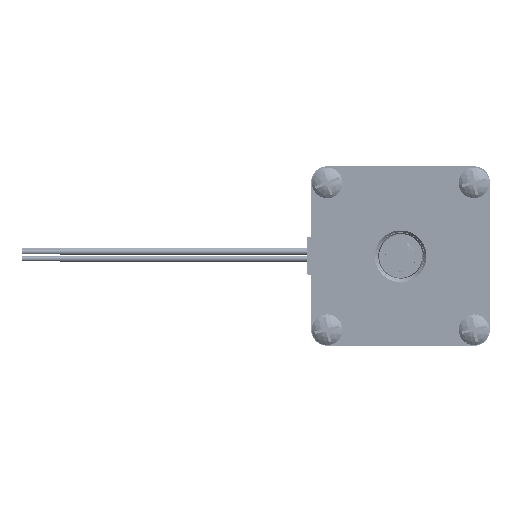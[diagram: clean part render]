
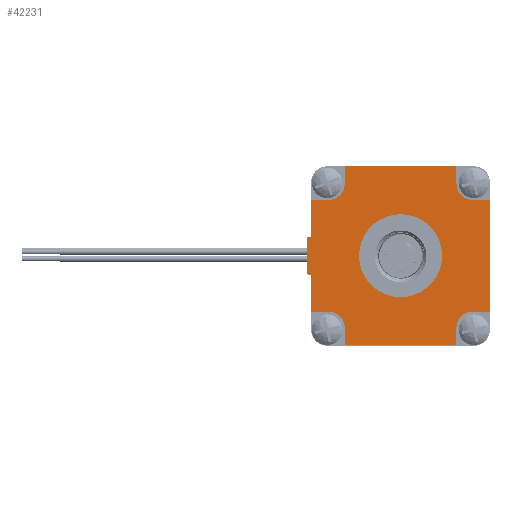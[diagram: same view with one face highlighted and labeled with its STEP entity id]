
A CAD part, left-side view. The second image highlights one B-rep face of the part: STEP entity #42231.
In plain terms, the highlighted face is planar.
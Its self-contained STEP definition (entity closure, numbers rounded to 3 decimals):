
#1700=PLANE('',#46616);
#2004=FACE_BOUND('',#6747,.T.);
#4225=FACE_OUTER_BOUND('',#6746,.T.);
#6746=EDGE_LOOP('',(#38697,#38698,#38699,#38700,#38701,#38702,#38703,#38704,
#38705,#38706,#38707,#38708,#38709,#38710,#38711,#38712,#38713,#38714,#38715,
#38716,#38717,#38718));
#6747=EDGE_LOOP('',(#38719));
#10598=LINE('',#86595,#14468);
#10599=LINE('',#86597,#14469);
#10600=LINE('',#86601,#14470);
#10601=LINE('',#86605,#14471);
#10602=LINE('',#86607,#14472);
#10603=LINE('',#86609,#14473);
#10604=LINE('',#86613,#14474);
#10605=LINE('',#86615,#14475);
#10606=LINE('',#86617,#14476);
#10607=LINE('',#86621,#14477);
#10608=LINE('',#86623,#14478);
#10609=LINE('',#86625,#14479);
#10610=LINE('',#86629,#14480);
#10611=LINE('',#86631,#14481);
#10612=LINE('',#86633,#14482);
#10613=LINE('',#86636,#14483);
#14468=VECTOR('',#59022,5.75);
#14469=VECTOR('',#59023,0.4);
#14470=VECTOR('',#59026,5.6);
#14471=VECTOR('',#59029,0.4);
#14472=VECTOR('',#59030,5.75);
#14473=VECTOR('',#59031,2.75);
#14474=VECTOR('',#59034,2.75);
#14475=VECTOR('',#59035,17.5);
#14476=VECTOR('',#59036,2.75);
#14477=VECTOR('',#59039,2.75);
#14478=VECTOR('',#59040,17.5);
#14479=VECTOR('',#59041,2.75);
#14480=VECTOR('',#59044,2.75);
#14481=VECTOR('',#59045,17.5);
#14482=VECTOR('',#59046,2.75);
#14483=VECTOR('',#59049,2.75);
#16593=CIRCLE('',#46589,6.5);
#16611=CIRCLE('',#46617,0.2);
#16612=CIRCLE('',#46618,0.2);
#16613=CIRCLE('',#46619,2.5);
#16614=CIRCLE('',#46620,2.5);
#16615=CIRCLE('',#46621,2.5);
#16616=CIRCLE('',#46622,2.5);
#20648=VERTEX_POINT('',#86547);
#20666=VERTEX_POINT('',#86593);
#20667=VERTEX_POINT('',#86594);
#20668=VERTEX_POINT('',#86596);
#20669=VERTEX_POINT('',#86598);
#20670=VERTEX_POINT('',#86600);
#20671=VERTEX_POINT('',#86602);
#20672=VERTEX_POINT('',#86604);
#20673=VERTEX_POINT('',#86606);
#20674=VERTEX_POINT('',#86608);
#20675=VERTEX_POINT('',#86610);
#20676=VERTEX_POINT('',#86612);
#20677=VERTEX_POINT('',#86614);
#20678=VERTEX_POINT('',#86616);
#20679=VERTEX_POINT('',#86618);
#20680=VERTEX_POINT('',#86620);
#20681=VERTEX_POINT('',#86622);
#20682=VERTEX_POINT('',#86624);
#20683=VERTEX_POINT('',#86626);
#20684=VERTEX_POINT('',#86628);
#20685=VERTEX_POINT('',#86630);
#20686=VERTEX_POINT('',#86632);
#20687=VERTEX_POINT('',#86634);
#26687=EDGE_CURVE('',#20648,#20648,#16593,.T.);
#26705=EDGE_CURVE('',#20666,#20667,#10598,.T.);
#26706=EDGE_CURVE('',#20668,#20667,#10599,.T.);
#26707=EDGE_CURVE('',#20669,#20668,#16611,.T.);
#26708=EDGE_CURVE('',#20669,#20670,#10600,.T.);
#26709=EDGE_CURVE('',#20671,#20670,#16612,.T.);
#26710=EDGE_CURVE('',#20672,#20671,#10601,.T.);
#26711=EDGE_CURVE('',#20672,#20673,#10602,.T.);
#26712=EDGE_CURVE('',#20673,#20674,#10603,.T.);
#26713=EDGE_CURVE('',#20674,#20675,#16613,.T.);
#26714=EDGE_CURVE('',#20675,#20676,#10604,.T.);
#26715=EDGE_CURVE('',#20676,#20677,#10605,.T.);
#26716=EDGE_CURVE('',#20677,#20678,#10606,.T.);
#26717=EDGE_CURVE('',#20678,#20679,#16614,.T.);
#26718=EDGE_CURVE('',#20679,#20680,#10607,.T.);
#26719=EDGE_CURVE('',#20680,#20681,#10608,.T.);
#26720=EDGE_CURVE('',#20681,#20682,#10609,.T.);
#26721=EDGE_CURVE('',#20682,#20683,#16615,.T.);
#26722=EDGE_CURVE('',#20683,#20684,#10610,.T.);
#26723=EDGE_CURVE('',#20684,#20685,#10611,.T.);
#26724=EDGE_CURVE('',#20685,#20686,#10612,.T.);
#26725=EDGE_CURVE('',#20686,#20687,#16616,.T.);
#26726=EDGE_CURVE('',#20687,#20666,#10613,.T.);
#38697=ORIENTED_EDGE('',*,*,#26705,.T.);
#38698=ORIENTED_EDGE('',*,*,#26706,.F.);
#38699=ORIENTED_EDGE('',*,*,#26707,.F.);
#38700=ORIENTED_EDGE('',*,*,#26708,.T.);
#38701=ORIENTED_EDGE('',*,*,#26709,.F.);
#38702=ORIENTED_EDGE('',*,*,#26710,.F.);
#38703=ORIENTED_EDGE('',*,*,#26711,.T.);
#38704=ORIENTED_EDGE('',*,*,#26712,.T.);
#38705=ORIENTED_EDGE('',*,*,#26713,.T.);
#38706=ORIENTED_EDGE('',*,*,#26714,.T.);
#38707=ORIENTED_EDGE('',*,*,#26715,.T.);
#38708=ORIENTED_EDGE('',*,*,#26716,.T.);
#38709=ORIENTED_EDGE('',*,*,#26717,.T.);
#38710=ORIENTED_EDGE('',*,*,#26718,.T.);
#38711=ORIENTED_EDGE('',*,*,#26719,.T.);
#38712=ORIENTED_EDGE('',*,*,#26720,.T.);
#38713=ORIENTED_EDGE('',*,*,#26721,.T.);
#38714=ORIENTED_EDGE('',*,*,#26722,.T.);
#38715=ORIENTED_EDGE('',*,*,#26723,.T.);
#38716=ORIENTED_EDGE('',*,*,#26724,.T.);
#38717=ORIENTED_EDGE('',*,*,#26725,.T.);
#38718=ORIENTED_EDGE('',*,*,#26726,.T.);
#38719=ORIENTED_EDGE('',*,*,#26687,.T.);
#42231=ADVANCED_FACE('',(#4225,#2004),#1700,.T.);
#46589=AXIS2_PLACEMENT_3D('',#86548,#58966,#58967);
#46616=AXIS2_PLACEMENT_3D('',#86592,#59020,#59021);
#46617=AXIS2_PLACEMENT_3D('',#86599,#59024,#59025);
#46618=AXIS2_PLACEMENT_3D('',#86603,#59027,#59028);
#46619=AXIS2_PLACEMENT_3D('',#86611,#59032,#59033);
#46620=AXIS2_PLACEMENT_3D('',#86619,#59037,#59038);
#46621=AXIS2_PLACEMENT_3D('',#86627,#59042,#59043);
#46622=AXIS2_PLACEMENT_3D('',#86635,#59047,#59048);
#58966=DIRECTION('center_axis',(0.,-1.,0.));
#58967=DIRECTION('ref_axis',(0.,0.,1.));
#59020=DIRECTION('center_axis',(0.,1.,0.));
#59021=DIRECTION('ref_axis',(0.,0.,1.));
#59022=DIRECTION('',(1.,0.,0.));
#59023=DIRECTION('',(0.,0.,-1.));
#59024=DIRECTION('center_axis',(0.,-1.,0.));
#59025=DIRECTION('ref_axis',(0.,0.,-1.));
#59026=DIRECTION('',(1.,0.,0.));
#59027=DIRECTION('center_axis',(0.,-1.,0.));
#59028=DIRECTION('ref_axis',(0.,0.,1.));
#59029=DIRECTION('',(0.,0.,1.));
#59030=DIRECTION('',(1.,0.,0.));
#59031=DIRECTION('',(0.,0.,-1.));
#59032=DIRECTION('center_axis',(0.,-1.,0.));
#59033=DIRECTION('ref_axis',(0.,0.,-1.));
#59034=DIRECTION('',(1.,0.,0.));
#59035=DIRECTION('',(0.,0.,-1.));
#59036=DIRECTION('',(-1.,0.,0.));
#59037=DIRECTION('center_axis',(0.,-1.,0.));
#59038=DIRECTION('ref_axis',(0.,0.,-1.));
#59039=DIRECTION('',(0.,0.,-1.));
#59040=DIRECTION('',(-1.,0.,0.));
#59041=DIRECTION('',(0.,0.,1.));
#59042=DIRECTION('center_axis',(0.,-1.,0.));
#59043=DIRECTION('ref_axis',(0.,0.,-1.));
#59044=DIRECTION('',(-1.,0.,0.));
#59045=DIRECTION('',(0.,0.,1.));
#59046=DIRECTION('',(1.,0.,0.));
#59047=DIRECTION('center_axis',(0.,-1.,0.));
#59048=DIRECTION('ref_axis',(0.,0.,-1.));
#59049=DIRECTION('',(0.,0.,1.));
#86547=CARTESIAN_POINT('',(0.,8.3,6.5));
#86548=CARTESIAN_POINT('Origin',(0.,8.3,0.));
#86592=CARTESIAN_POINT('Origin',(0.,8.3,0.));
#86593=CARTESIAN_POINT('',(-8.75,8.3,14.));
#86594=CARTESIAN_POINT('',(-3.,8.3,14.));
#86595=CARTESIAN_POINT('',(0.,8.3,14.));
#86596=CARTESIAN_POINT('',(-3.,8.3,14.4));
#86597=CARTESIAN_POINT('',(-3.,8.3,14.));
#86598=CARTESIAN_POINT('',(-2.8,8.3,14.6));
#86599=CARTESIAN_POINT('Origin',(-2.8,8.3,14.4));
#86600=CARTESIAN_POINT('',(2.8,8.3,14.6));
#86601=CARTESIAN_POINT('',(0.,8.3,14.6));
#86602=CARTESIAN_POINT('',(3.,8.3,14.4));
#86603=CARTESIAN_POINT('Origin',(2.8,8.3,14.4));
#86604=CARTESIAN_POINT('',(3.,8.3,14.));
#86605=CARTESIAN_POINT('',(3.,8.3,14.));
#86606=CARTESIAN_POINT('',(8.75,8.3,14.));
#86607=CARTESIAN_POINT('',(0.,8.3,14.));
#86608=CARTESIAN_POINT('',(8.75,8.3,11.25));
#86609=CARTESIAN_POINT('',(8.75,8.3,0.));
#86610=CARTESIAN_POINT('',(11.25,8.3,8.75));
#86611=CARTESIAN_POINT('Origin',(11.25,8.3,11.25));
#86612=CARTESIAN_POINT('',(14.,8.3,8.75));
#86613=CARTESIAN_POINT('',(0.,8.3,8.75));
#86614=CARTESIAN_POINT('',(14.,8.3,-8.75));
#86615=CARTESIAN_POINT('',(14.,8.3,0.));
#86616=CARTESIAN_POINT('',(11.25,8.3,-8.75));
#86617=CARTESIAN_POINT('',(0.,8.3,-8.75));
#86618=CARTESIAN_POINT('',(8.75,8.3,-11.25));
#86619=CARTESIAN_POINT('Origin',(11.25,8.3,-11.25));
#86620=CARTESIAN_POINT('',(8.75,8.3,-14.));
#86621=CARTESIAN_POINT('',(8.75,8.3,0.));
#86622=CARTESIAN_POINT('',(-8.75,8.3,-14.));
#86623=CARTESIAN_POINT('',(0.,8.3,-14.));
#86624=CARTESIAN_POINT('',(-8.75,8.3,-11.25));
#86625=CARTESIAN_POINT('',(-8.75,8.3,0.));
#86626=CARTESIAN_POINT('',(-11.25,8.3,-8.75));
#86627=CARTESIAN_POINT('Origin',(-11.25,8.3,-11.25));
#86628=CARTESIAN_POINT('',(-14.,8.3,-8.75));
#86629=CARTESIAN_POINT('',(0.,8.3,-8.75));
#86630=CARTESIAN_POINT('',(-14.,8.3,8.75));
#86631=CARTESIAN_POINT('',(-14.,8.3,0.));
#86632=CARTESIAN_POINT('',(-11.25,8.3,8.75));
#86633=CARTESIAN_POINT('',(0.,8.3,8.75));
#86634=CARTESIAN_POINT('',(-8.75,8.3,11.25));
#86635=CARTESIAN_POINT('Origin',(-11.25,8.3,11.25));
#86636=CARTESIAN_POINT('',(-8.75,8.3,0.));
